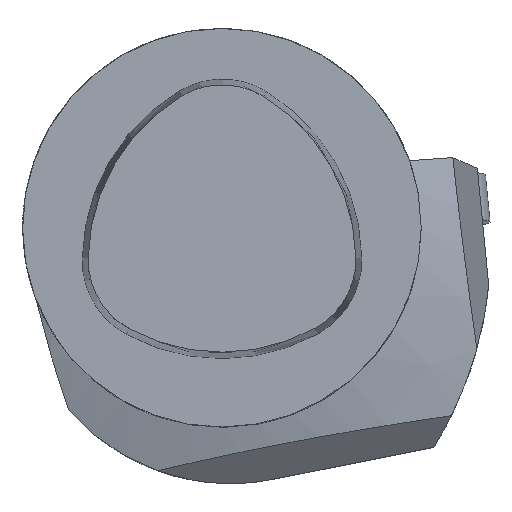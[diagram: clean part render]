
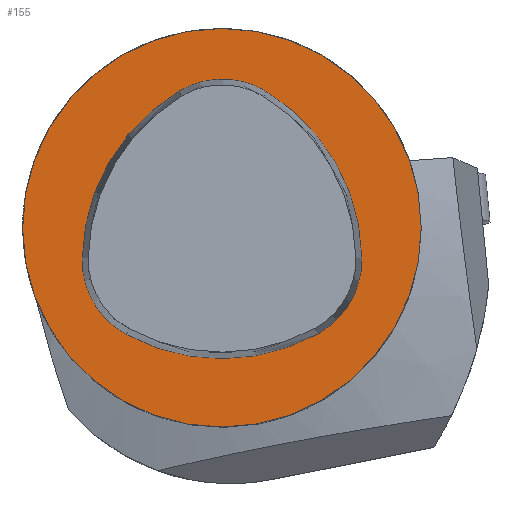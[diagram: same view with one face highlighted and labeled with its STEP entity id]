
A CAD part, top view. The second image highlights one B-rep face of the part: STEP entity #155.
In plain terms, the highlighted planar face has unit normal (0, 0, 1).
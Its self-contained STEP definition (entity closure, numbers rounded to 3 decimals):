
#74=PLANE('',#848);
#111=FACE_OUTER_BOUND('',#321,.T.);
#155=ADVANCED_FACE('',(#111),#74,.T.);
#321=EDGE_LOOP('',(#510));
#361=CIRCLE('',#816,20.);
#510=ORIENTED_EDGE('',*,*,#675,.T.);
#606=VERTEX_POINT('',#1175);
#675=EDGE_CURVE('',#606,#606,#361,.T.);
#816=AXIS2_PLACEMENT_3D('',#1174,#930,#931);
#848=AXIS2_PLACEMENT_3D('',#1333,#1022,#1023);
#930=DIRECTION('',(0.,0.,1.));
#931=DIRECTION('',(1.,0.,0.));
#1022=DIRECTION('',(0.,0.,1.));
#1023=DIRECTION('',(-1.,0.,0.));
#1174=CARTESIAN_POINT('',(0.,0.,0.));
#1175=CARTESIAN_POINT('',(20.,0.,0.));
#1333=CARTESIAN_POINT('',(0.,0.,0.));
